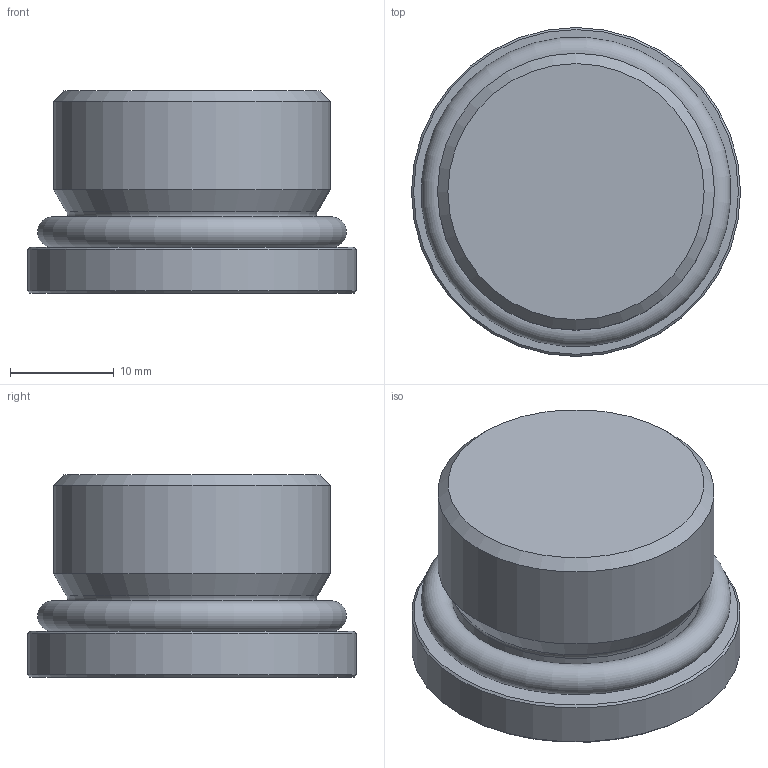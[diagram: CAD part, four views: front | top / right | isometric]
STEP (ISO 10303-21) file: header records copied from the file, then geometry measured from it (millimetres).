
FILE_DESCRIPTION((''),'2;1');
FILE_NAME('724001716.stp','2014-09-03T11:55:36',(''),('KNOMI spol. s r. o.'),'Autodesk Inventor 2012','Autodesk Inventor 2012','');
FILE_SCHEMA(('AUTOMOTIVE_DESIGN { 1 2 10303 214 0 1 1 1 }'));
Length unit declared in the file: millimetre
Products named in the file (3): ZKUNF SAE 12 1 1/16"-12; 724 01 1716; 606234729590
Assembly tree (2 placements, depth 2):
  ZKUNF SAE 12 1 1/16"-12
    724 01 1716
    606234729590
Bounding box: 31.75 x 31.75 x 19.5 mm (x, y, z)
Volume: 9697.4 mm3; surface area: 4670.7 mm2
Topology: 2 solids, 2 shells, 31 faces, 76 edges, 49 vertices
Faces by surface type: plane 16, cone 6, torus 5, cylinder 4
Full cylindrical faces by diameter (mm): 16.6 x1, 24 x1, 26.73 x1, 31.75 x1
Entity records: 1013 total; most frequent: CARTESIAN_POINT 251, DIRECTION 132, ORIENTED_EDGE 120, AXIS2_PLACEMENT_3D 60, EDGE_CURVE 60, VERTEX_POINT 47, EDGE_LOOP 47, STYLED_ITEM 33
